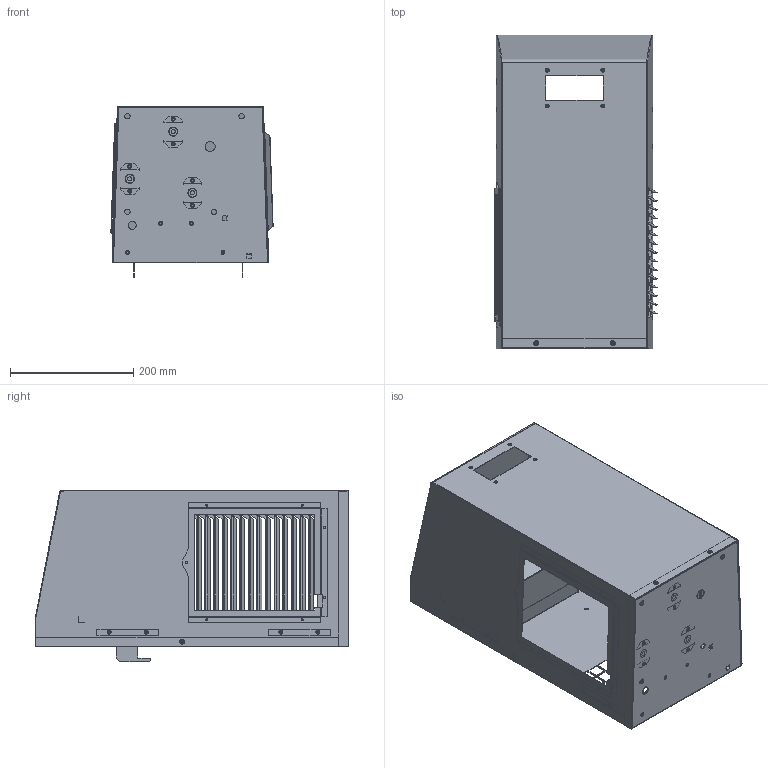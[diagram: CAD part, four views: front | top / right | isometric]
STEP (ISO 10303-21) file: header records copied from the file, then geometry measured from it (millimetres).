
FILE_DESCRIPTION (( 'STEP AP203' ), '1' );
FILE_NAME ('HEC0600AFR_3D.STEP', '2020-10-06T02:33:47', ( '' ), ( '' ), 'SwSTEP 2.0', 'SolidWorks 2018', '' );
FILE_SCHEMA (( 'CONFIG_CONTROL_DESIGN' ));
Length unit declared in the file: millimetre
Products named in the file (16): Eva water tank; Filter shelf -square; NUT-S-M6-1.0(0.89); Front shell mix; Behind shell; Front shell; HEC0600AFR_3D; Behind shell mix; COMP BASE PLATE-072; M4X0_7-1 (0.8); EVA water tank part; CASE-C-R; NUT M8_1.25 TYPE-HNL; NUT-S-M3-0.5; Inner fold; CASE-C-L
Assembly tree (46 placements, depth 3):
  HEC0600AFR_3D
    Behind shell mix
      Behind shell
      Inner fold  x4
      Filter shelf -square
      NUT-S-M3-0.5  x4
      M4X0_7-1 (0.8)
    Front shell mix
      Front shell
      NUT M8_1.25 TYPE-HNL  x3
      M4X0_7-1 (0.8)  x7
      COMP BASE PLATE-072  x3
      NUT-S-M3-0.5  x4
      NUT-S-M6-1.0(0.89)  x6
    EVA water tank part
      Eva water tank
      CASE-C-R
      CASE-C-L
      M4X0_7-1 (0.8)  x5
Bounding box: 262.94 x 508 x 278 mm (x, y, z)
Volume: 680527.6 mm3; surface area: 1380891.2 mm2
Topology: 60 solids, 60 shells, 2242 faces, 5592 edges, 3532 vertices
Faces by surface type: plane 1326, cylinder 588, bspline 230, cone 78, torus 20
Entity records: 66113 total; most frequent: CARTESIAN_POINT 20274, ORIENTED_EDGE 9296, DIRECTION 8112, EDGE_CURVE 4648, LINE 3320, VECTOR 3320, VERTEX_POINT 2944, AXIS2_PLACEMENT_3D 2396
